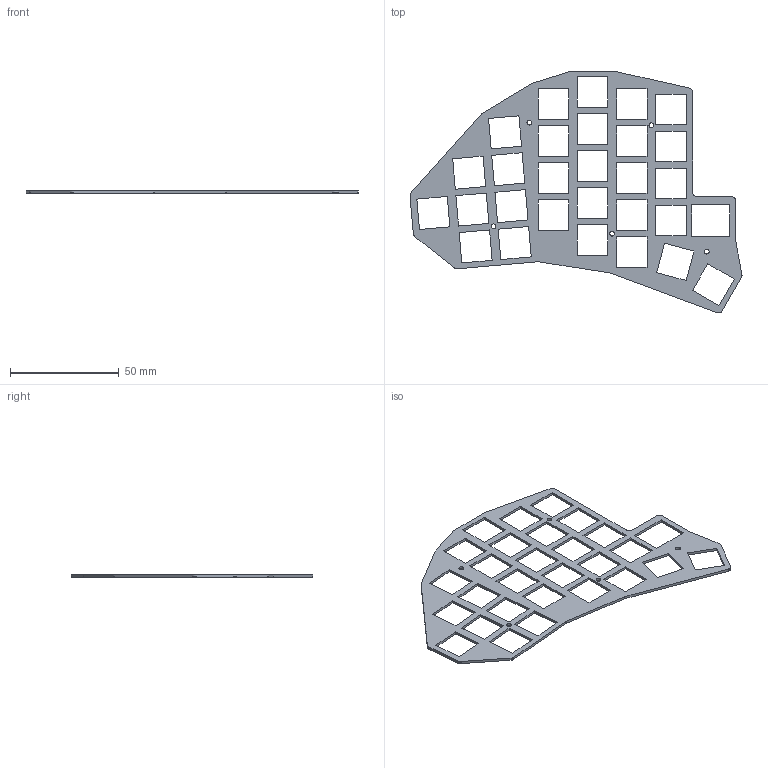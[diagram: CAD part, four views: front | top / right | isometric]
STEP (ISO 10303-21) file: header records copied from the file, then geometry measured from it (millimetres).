
FILE_DESCRIPTION(('KiCad electronic assembly'),'2;1');
FILE_NAME('switchplate.step','2023-07-19T00:04:43',('Pcbnew'),('Kicad'), 'Open CASCADE STEP processor 7.5','KiCad to STEP converter','Unknown' );
FILE_SCHEMA(('AUTOMOTIVE_DESIGN { 1 0 10303 214 1 1 1 1 }'));
Length unit declared in the file: millimetre
Products named in the file (2): switchplate 1; switchplate PCB
Assembly tree (1 placements, depth 2):
  switchplate 1
    switchplate PCB
Bounding box: 152.41 x 110.93 x 1.2 mm (x, y, z)
Volume: 6449.1 mm3; surface area: 13281.4 mm2
Topology: 1 solids, 1 shells, 216 faces, 642 edges, 428 vertices
Faces by surface type: plane 211, cylinder 5
Full cylindrical faces by diameter (mm): 2.2 x5
Entity records: 15655 total; most frequent: CARTESIAN_POINT 2632, DIRECTION 2362, LINE 1906, VECTOR 1906, ORIENTED_EDGE 1284, PCURVE 1284, DEFINITIONAL_REPRESENTATION 1284, EDGE_CURVE 642
